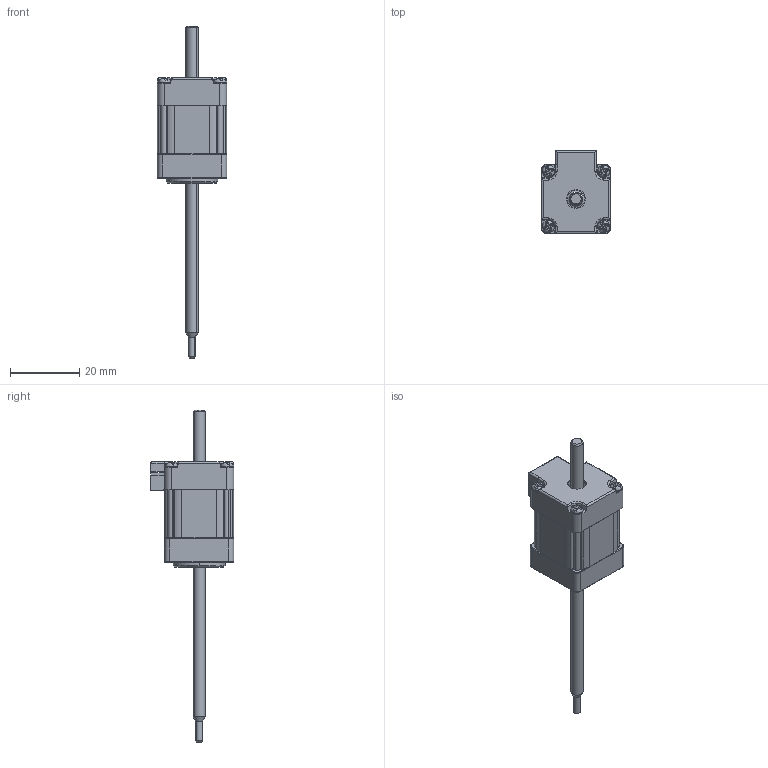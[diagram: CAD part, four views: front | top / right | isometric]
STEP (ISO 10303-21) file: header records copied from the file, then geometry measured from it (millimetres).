
FILE_DESCRIPTION (( 'STEP AP203' ), '1' );
FILE_NAME ('LN081S-E03006-90-S-050.STEP', '2019-01-23T02:39:48', ( 'Sky123.Org' ), ( 'Sky123.Org' ), 'SwSTEP 2.0', 'SolidWorks 2014', '' );
FILE_SCHEMA (( 'CONFIG_CONTROL_DESIGN' ));
Length unit declared in the file: millimetre
Products named in the file (1): LN081S-E03006-90-S-050
Bounding box: 20 x 24.1 x 96 mm (x, y, z)
Surface area: 6213.5 mm2 (no closed solid volume)
Topology: 0 solids, 30 shells, 302 faces, 1061 edges, 769 vertices
Faces by surface type: plane 158, cylinder 100, cone 26, torus 18
Entity records: 11628 total; most frequent: CARTESIAN_POINT 2511, DIRECTION 1906, ORIENTED_EDGE 1694, EDGE_CURVE 1061, VERTEX_POINT 769, LINE 666, VECTOR 666, AXIS2_PLACEMENT_3D 620
